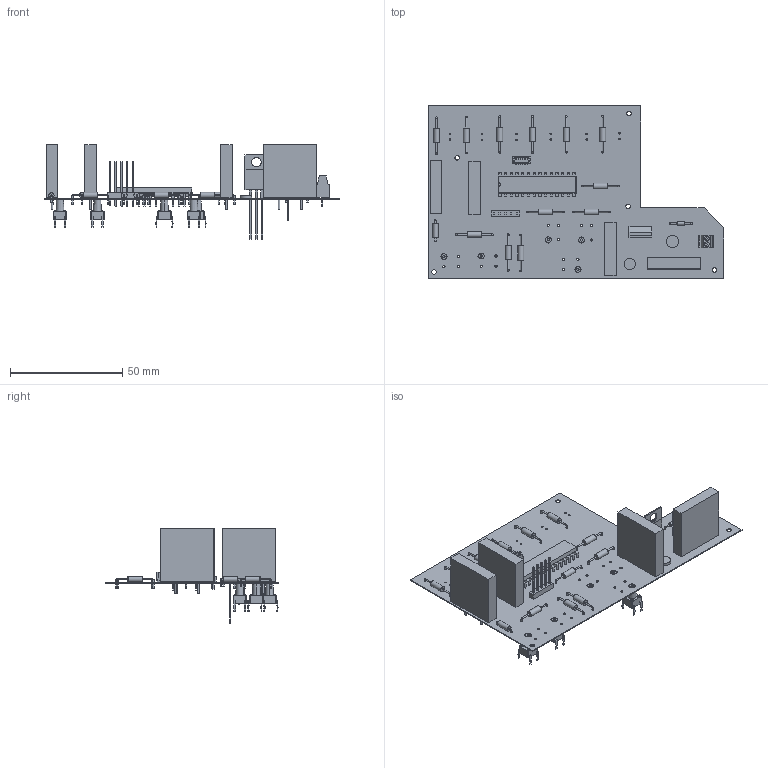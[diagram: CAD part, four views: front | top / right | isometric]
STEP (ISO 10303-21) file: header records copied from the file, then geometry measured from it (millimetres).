
FILE_DESCRIPTION(('Open CASCADE Model'),'2;1');
FILE_NAME('Open CASCADE Shape Model','2021-06-08T18:36:50',('Author'),( 'Open CASCADE'),'Open CASCADE STEP processor 6.8','Open CASCADE 6.8' ,'Unknown');
FILE_SCHEMA(('AUTOMOTIVE_DESIGN { 1 0 10303 214 1 1 1 1 }'));
Length unit declared in the file: millimetre
Products named in the file (91): PCB; Board; Open CASCADE STEP translator 6.8 1.1.1; FTDI; 6379473856; Extruded; 6379472816; RESET; 6295438544; OK; 6329147312; MENU; NEXT; 6329157632; PRE; R13; 6441432832; Sphere; 6441426432; Cylinder; 6441422032; 6441430192; 6441432912; 6441426912; 6441418112; R12; 6329538064; SimpleBody; Sweep1; Sweep2; R11; 5348386448; R10; R9; R8; R7; R6; R5; 5348386288; R4 ...
Assembly tree (109 placements, depth 4):
  PCB
    Board
      Open CASCADE STEP translator 6.8 1.1.1
    FTDI
      6379473856
        Extruded
      6379472816  x5
        Extruded
    RESET
      6295438544
    OK
      6329147312
    MENU
      6329147312
    NEXT
      6329157632
    PRE
      6329157632
    R13
      6441432832
        Sphere
      6441426432
        Cylinder
      6441422032
        Cylinder
      6441430192
        Cylinder
      6441432912
        Cylinder
      6441426912
        Sphere
      6441418112
        Cylinder
    R12
      6329538064
        SimpleBody
        Sweep1
        Sweep2
    R11
      5348386448
        SimpleBody
        Sweep1
        Sweep2
    R10
      5348386448
        SimpleBody
        Sweep1
        Sweep2
    R9
      5348386448
        SimpleBody
        Sweep1
        Sweep2
    R8
      5348386448
        SimpleBody
        Sweep1
        Sweep2
    R7
      5348386448
Bounding box: 131.67 x 77.2 x 41.9 mm (x, y, z)
Volume: 18274.5 mm3; surface area: 29334.2 mm2
Topology: 118 solids, 118 shells, 1543 faces, 3711 edges, 2394 vertices
Faces by surface type: plane 1075, cylinder 339, torus 75, sphere 42, cone 11, revolution 1
Full cylindrical faces by diameter (mm): 0.52 x2, 0.55 x4, 0.6 x52, 0.7 x14, 0.733 x28, 0.75 x2, 0.8 x26, 0.85 x18, 0.99 x20, 1.02 x5, 1.05 x8, 1.2 x2, 1.32 x3, 1.7 x1, 2 x5, 2.4 x1, 2.6 x12, 4.267 x1, 5.08 x1, 5.5 x1
Entity records: 37778 total; most frequent: CARTESIAN_POINT 6040, DIRECTION 6025, ORIENTED_EDGE 5746, EDGE_CURVE 2873, LINE 2254, VECTOR 2254, VERTEX_POINT 1899, AXIS2_PLACEMENT_3D 1885
